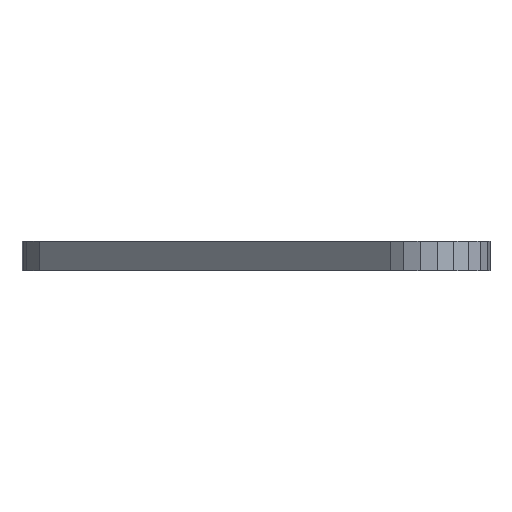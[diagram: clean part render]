
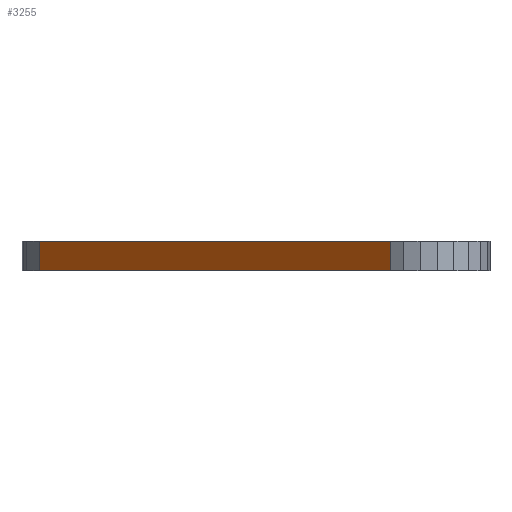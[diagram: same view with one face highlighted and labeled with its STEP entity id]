
A CAD part, left-side view. The second image highlights one B-rep face of the part: STEP entity #3255.
In plain terms, the highlighted planar face has unit normal (-0.707, 0.707, 0).
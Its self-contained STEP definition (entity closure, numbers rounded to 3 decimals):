
#72 = PLANE('',#73);
#73 = AXIS2_PLACEMENT_3D('',#74,#75,#76);
#74 = CARTESIAN_POINT('',(35.,13.558,2.5));
#75 = DIRECTION('',(0.,0.,1.));
#76 = DIRECTION('',(1.,0.,-0.));
#126 = PLANE('',#127);
#127 = AXIS2_PLACEMENT_3D('',#128,#129,#130);
#128 = CARTESIAN_POINT('',(35.,13.558,0.));
#129 = DIRECTION('',(0.,0.,1.));
#130 = DIRECTION('',(1.,0.,-0.));
#375 = VERTEX_POINT('',#376);
#376 = CARTESIAN_POINT('',(31.464,38.536,0.));
#390 = PLANE('',#391);
#391 = AXIS2_PLACEMENT_3D('',#392,#393,#394);
#392 = CARTESIAN_POINT('',(33.014,39.589,0.));
#393 = DIRECTION('',(0.562,-0.827,0.));
#394 = DIRECTION('',(-0.827,-0.562,0.));
#402 = EDGE_CURVE('',#375,#403,#405,.T.);
#403 = VERTEX_POINT('',#404);
#404 = CARTESIAN_POINT('',(1.464,8.536,0.));
#405 = SURFACE_CURVE('',#406,(#410,#417),.PCURVE_S1.);
#406 = LINE('',#407,#408);
#407 = CARTESIAN_POINT('',(31.464,38.536,0.));
#408 = VECTOR('',#409,1.);
#409 = DIRECTION('',(-0.707,-0.707,0.));
#410 = PCURVE('',#126,#411);
#411 = DEFINITIONAL_REPRESENTATION('',(#412),#416);
#412 = LINE('',#413,#414);
#413 = CARTESIAN_POINT('',(-3.536,24.977));
#414 = VECTOR('',#415,1.);
#415 = DIRECTION('',(-0.707,-0.707));
#416 = ( GEOMETRIC_REPRESENTATION_CONTEXT(2) 
PARAMETRIC_REPRESENTATION_CONTEXT() REPRESENTATION_CONTEXT('2D SPACE',''
  ) );
#417 = PCURVE('',#418,#423);
#418 = PLANE('',#419);
#419 = AXIS2_PLACEMENT_3D('',#420,#421,#422);
#420 = CARTESIAN_POINT('',(31.464,38.536,0.));
#421 = DIRECTION('',(0.707,-0.707,0.));
#422 = DIRECTION('',(-0.707,-0.707,0.));
#423 = DEFINITIONAL_REPRESENTATION('',(#424),#428);
#424 = LINE('',#425,#426);
#425 = CARTESIAN_POINT('',(0.,0.));
#426 = VECTOR('',#427,1.);
#427 = DIRECTION('',(1.,0.));
#428 = ( GEOMETRIC_REPRESENTATION_CONTEXT(2) 
PARAMETRIC_REPRESENTATION_CONTEXT() REPRESENTATION_CONTEXT('2D SPACE',''
  ) );
#446 = PLANE('',#447);
#447 = AXIS2_PLACEMENT_3D('',#448,#449,#450);
#448 = CARTESIAN_POINT('',(1.464,8.536,0.));
#449 = DIRECTION('',(0.801,-0.598,0.));
#450 = DIRECTION('',(-0.598,-0.801,0.));
#1810 = VERTEX_POINT('',#1811);
#1811 = CARTESIAN_POINT('',(31.464,38.536,2.5));
#1832 = EDGE_CURVE('',#1810,#1833,#1835,.T.);
#1833 = VERTEX_POINT('',#1834);
#1834 = CARTESIAN_POINT('',(1.464,8.536,2.5));
#1835 = SURFACE_CURVE('',#1836,(#1840,#1847),.PCURVE_S1.);
#1836 = LINE('',#1837,#1838);
#1837 = CARTESIAN_POINT('',(31.464,38.536,2.5));
#1838 = VECTOR('',#1839,1.);
#1839 = DIRECTION('',(-0.707,-0.707,0.));
#1840 = PCURVE('',#72,#1841);
#1841 = DEFINITIONAL_REPRESENTATION('',(#1842),#1846);
#1842 = LINE('',#1843,#1844);
#1843 = CARTESIAN_POINT('',(-3.536,24.977));
#1844 = VECTOR('',#1845,1.);
#1845 = DIRECTION('',(-0.707,-0.707));
#1846 = ( GEOMETRIC_REPRESENTATION_CONTEXT(2) 
PARAMETRIC_REPRESENTATION_CONTEXT() REPRESENTATION_CONTEXT('2D SPACE',''
  ) );
#1847 = PCURVE('',#418,#1848);
#1848 = DEFINITIONAL_REPRESENTATION('',(#1849),#1853);
#1849 = LINE('',#1850,#1851);
#1850 = CARTESIAN_POINT('',(0.,-2.5));
#1851 = VECTOR('',#1852,1.);
#1852 = DIRECTION('',(1.,0.));
#1853 = ( GEOMETRIC_REPRESENTATION_CONTEXT(2) 
PARAMETRIC_REPRESENTATION_CONTEXT() REPRESENTATION_CONTEXT('2D SPACE',''
  ) );
#3207 = EDGE_CURVE('',#375,#1810,#3208,.T.);
#3208 = SURFACE_CURVE('',#3209,(#3213,#3220),.PCURVE_S1.);
#3209 = LINE('',#3210,#3211);
#3210 = CARTESIAN_POINT('',(31.464,38.536,0.));
#3211 = VECTOR('',#3212,1.);
#3212 = DIRECTION('',(0.,0.,1.));
#3213 = PCURVE('',#390,#3214);
#3214 = DEFINITIONAL_REPRESENTATION('',(#3215),#3219);
#3215 = LINE('',#3216,#3217);
#3216 = CARTESIAN_POINT('',(1.874,0.));
#3217 = VECTOR('',#3218,1.);
#3218 = DIRECTION('',(0.,-1.));
#3219 = ( GEOMETRIC_REPRESENTATION_CONTEXT(2) 
PARAMETRIC_REPRESENTATION_CONTEXT() REPRESENTATION_CONTEXT('2D SPACE',''
  ) );
#3220 = PCURVE('',#418,#3221);
#3221 = DEFINITIONAL_REPRESENTATION('',(#3222),#3226);
#3222 = LINE('',#3223,#3224);
#3223 = CARTESIAN_POINT('',(0.,0.));
#3224 = VECTOR('',#3225,1.);
#3225 = DIRECTION('',(0.,-1.));
#3226 = ( GEOMETRIC_REPRESENTATION_CONTEXT(2) 
PARAMETRIC_REPRESENTATION_CONTEXT() REPRESENTATION_CONTEXT('2D SPACE',''
  ) );
#3255 = ADVANCED_FACE('',(#3256),#418,.F.);
#3256 = FACE_BOUND('',#3257,.F.);
#3257 = EDGE_LOOP('',(#3258,#3259,#3260,#3281));
#3258 = ORIENTED_EDGE('',*,*,#3207,.T.);
#3259 = ORIENTED_EDGE('',*,*,#1832,.T.);
#3260 = ORIENTED_EDGE('',*,*,#3261,.F.);
#3261 = EDGE_CURVE('',#403,#1833,#3262,.T.);
#3262 = SURFACE_CURVE('',#3263,(#3267,#3274),.PCURVE_S1.);
#3263 = LINE('',#3264,#3265);
#3264 = CARTESIAN_POINT('',(1.464,8.536,0.));
#3265 = VECTOR('',#3266,1.);
#3266 = DIRECTION('',(0.,0.,1.));
#3267 = PCURVE('',#418,#3268);
#3268 = DEFINITIONAL_REPRESENTATION('',(#3269),#3273);
#3269 = LINE('',#3270,#3271);
#3270 = CARTESIAN_POINT('',(42.426,0.));
#3271 = VECTOR('',#3272,1.);
#3272 = DIRECTION('',(0.,-1.));
#3273 = ( GEOMETRIC_REPRESENTATION_CONTEXT(2) 
PARAMETRIC_REPRESENTATION_CONTEXT() REPRESENTATION_CONTEXT('2D SPACE',''
  ) );
#3274 = PCURVE('',#446,#3275);
#3275 = DEFINITIONAL_REPRESENTATION('',(#3276),#3280);
#3276 = LINE('',#3277,#3278);
#3277 = CARTESIAN_POINT('',(0.,0.));
#3278 = VECTOR('',#3279,1.);
#3279 = DIRECTION('',(0.,-1.));
#3280 = ( GEOMETRIC_REPRESENTATION_CONTEXT(2) 
PARAMETRIC_REPRESENTATION_CONTEXT() REPRESENTATION_CONTEXT('2D SPACE',''
  ) );
#3281 = ORIENTED_EDGE('',*,*,#402,.F.);
